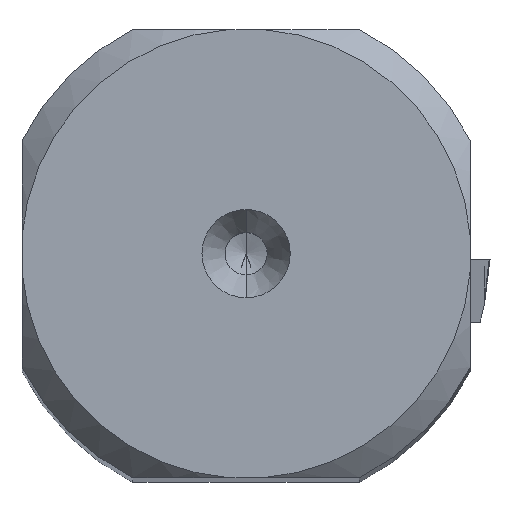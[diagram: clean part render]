
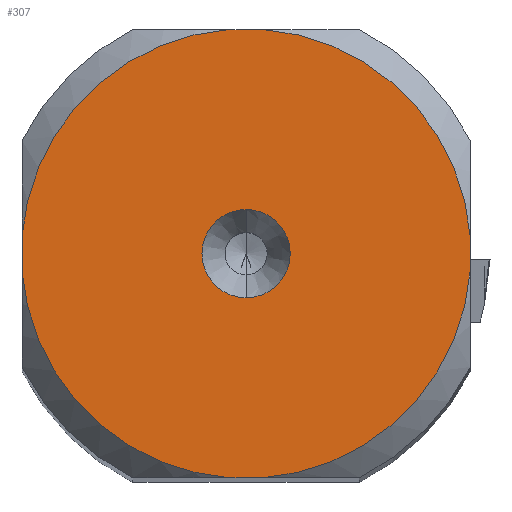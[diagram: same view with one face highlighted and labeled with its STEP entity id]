
A CAD part, top view. The second image highlights one B-rep face of the part: STEP entity #307.
In plain terms, the highlighted planar face has unit normal (0, 0, 1).
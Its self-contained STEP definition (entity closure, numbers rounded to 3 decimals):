
#307=ADVANCED_FACE('',(#437,#438),#405,.T.);
#405=PLANE('',#2166);
#437=FACE_BOUND('',#463,.T.);
#438=FACE_BOUND('',#464,.T.);
#463=EDGE_LOOP('',(#639,#640,#641,#642,#643,#644,#645,#646));
#464=EDGE_LOOP('',(#647,#648));
#639=ORIENTED_EDGE('',*,*,#1387,.F.);
#640=ORIENTED_EDGE('',*,*,#1388,.F.);
#641=ORIENTED_EDGE('',*,*,#1389,.F.);
#642=ORIENTED_EDGE('',*,*,#1390,.F.);
#643=ORIENTED_EDGE('',*,*,#1391,.F.);
#644=ORIENTED_EDGE('',*,*,#1392,.F.);
#645=ORIENTED_EDGE('',*,*,#1393,.F.);
#646=ORIENTED_EDGE('',*,*,#1394,.F.);
#647=ORIENTED_EDGE('',*,*,#1395,.F.);
#648=ORIENTED_EDGE('',*,*,#1396,.F.);
#1177=VERTEX_POINT('',#3041);
#1178=VERTEX_POINT('',#3042);
#1179=VERTEX_POINT('',#3044);
#1180=VERTEX_POINT('',#3046);
#1181=VERTEX_POINT('',#3048);
#1182=VERTEX_POINT('',#3050);
#1183=VERTEX_POINT('',#3052);
#1184=VERTEX_POINT('',#3054);
#1185=VERTEX_POINT('',#3057);
#1186=VERTEX_POINT('',#3058);
#1387=EDGE_CURVE('',#1177,#1178,#1818,.T.);
#1388=EDGE_CURVE('',#1179,#1177,#1666,.T.);
#1389=EDGE_CURVE('',#1180,#1179,#1819,.T.);
#1390=EDGE_CURVE('',#1181,#1180,#1667,.T.);
#1391=EDGE_CURVE('',#1182,#1181,#1820,.T.);
#1392=EDGE_CURVE('',#1183,#1182,#1668,.T.);
#1393=EDGE_CURVE('',#1184,#1183,#1821,.T.);
#1394=EDGE_CURVE('',#1178,#1184,#1669,.T.);
#1395=EDGE_CURVE('',#1185,#1186,#1670,.T.);
#1396=EDGE_CURVE('',#1186,#1185,#1671,.T.);
#1666=CIRCLE('',#2160,8.525);
#1667=CIRCLE('',#2161,8.525);
#1668=CIRCLE('',#2162,8.525);
#1669=CIRCLE('',#2163,8.525);
#1670=CIRCLE('',#2164,1.675);
#1671=CIRCLE('',#2165,1.675);
#1818=LINE('',#3040,#1953);
#1819=LINE('',#3045,#1954);
#1820=LINE('',#3049,#1955);
#1821=LINE('',#3053,#1956);
#1953=VECTOR('',#2466,1.);
#1954=VECTOR('',#2469,1.);
#1955=VECTOR('',#2472,1.);
#1956=VECTOR('',#2475,1.);
#2160=AXIS2_PLACEMENT_3D('',#3043,#2467,#2468);
#2161=AXIS2_PLACEMENT_3D('',#3047,#2470,#2471);
#2162=AXIS2_PLACEMENT_3D('',#3051,#2473,#2474);
#2163=AXIS2_PLACEMENT_3D('',#3055,#2476,#2477);
#2164=AXIS2_PLACEMENT_3D('',#3056,#2478,#2479);
#2165=AXIS2_PLACEMENT_3D('',#3059,#2480,#2481);
#2166=AXIS2_PLACEMENT_3D('',#3060,#2482,#2483);
#2466=DIRECTION('',(0.,1.,0.));
#2467=DIRECTION('',(0.,0.,-1.));
#2468=DIRECTION('',(-0.077,-0.997,0.));
#2469=DIRECTION('',(-1.,0.,0.));
#2470=DIRECTION('',(0.,0.,-1.));
#2471=DIRECTION('',(0.997,-0.077,0.));
#2472=DIRECTION('',(0.,-1.,0.));
#2473=DIRECTION('',(0.,0.,-1.));
#2474=DIRECTION('',(0.077,0.997,0.));
#2475=DIRECTION('',(1.,0.,0.));
#2476=DIRECTION('',(0.,0.,-1.));
#2477=DIRECTION('',(-0.997,0.077,0.));
#2478=DIRECTION('',(0.,0.,1.));
#2479=DIRECTION('',(0.,-1.,0.));
#2480=DIRECTION('',(0.,0.,1.));
#2481=DIRECTION('',(0.,1.,0.));
#2482=DIRECTION('',(0.,0.,1.));
#2483=DIRECTION('',(-1.,0.,0.));
#3040=CARTESIAN_POINT('',(-8.5,-0.652,0.));
#3041=CARTESIAN_POINT('',(-8.5,-0.652,0.));
#3042=CARTESIAN_POINT('',(-8.5,0.652,0.));
#3043=CARTESIAN_POINT('',(0.,0.,0.));
#3044=CARTESIAN_POINT('',(-0.652,-8.5,0.));
#3045=CARTESIAN_POINT('',(0.652,-8.5,0.));
#3046=CARTESIAN_POINT('',(0.652,-8.5,0.));
#3047=CARTESIAN_POINT('',(0.,0.,0.));
#3048=CARTESIAN_POINT('',(8.5,-0.652,0.));
#3049=CARTESIAN_POINT('',(8.5,0.652,0.));
#3050=CARTESIAN_POINT('',(8.5,0.652,0.));
#3051=CARTESIAN_POINT('',(0.,0.,0.));
#3052=CARTESIAN_POINT('',(0.652,8.5,0.));
#3053=CARTESIAN_POINT('',(-0.652,8.5,0.));
#3054=CARTESIAN_POINT('',(-0.652,8.5,0.));
#3055=CARTESIAN_POINT('',(0.,0.,0.));
#3056=CARTESIAN_POINT('',(0.,0.,0.));
#3057=CARTESIAN_POINT('',(0.,-1.675,0.));
#3058=CARTESIAN_POINT('',(0.,1.675,0.));
#3059=CARTESIAN_POINT('',(0.,0.,0.));
#3060=CARTESIAN_POINT('',(0.,0.,0.));
